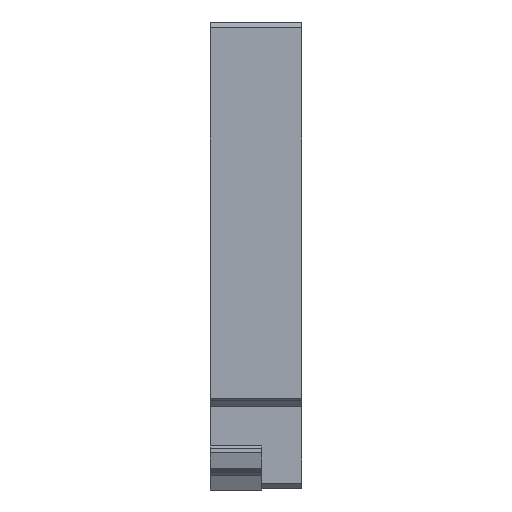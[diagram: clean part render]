
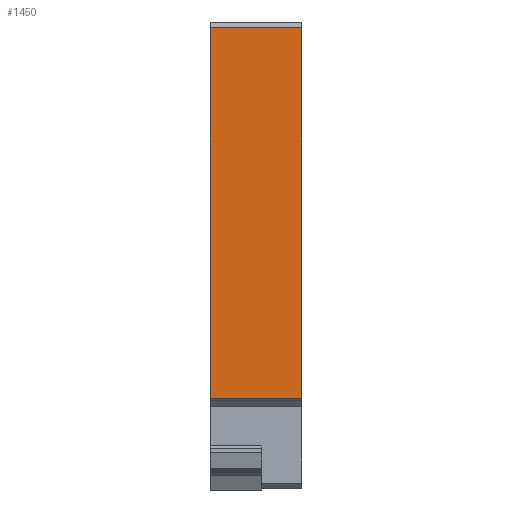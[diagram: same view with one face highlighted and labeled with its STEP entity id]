
A CAD part, front view. The second image highlights one B-rep face of the part: STEP entity #1450.
In plain terms, the highlighted planar face has unit normal (0, -1, 0).
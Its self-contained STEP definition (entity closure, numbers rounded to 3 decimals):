
#1394=CARTESIAN_POINT('',(0.0,-21.5,34.729));
#1395=VERTEX_POINT('',#1394);
#1402=CARTESIAN_POINT('',(8.,-21.5,34.729));
#1403=VERTEX_POINT('',#1402);
#1404=CARTESIAN_POINT('',(8.,-21.5,34.729));
#1405=DIRECTION('',(-1.0,0.0,0.0));
#1406=VECTOR('',#1405,8.);
#1407=LINE('',#1404,#1406);
#1408=EDGE_CURVE('',#1403,#1395,#1407,.T.);
#1420=CARTESIAN_POINT('',(8.,-21.5,34.729));
#1421=DIRECTION('',(0.0,-1.0,0.0));
#1422=DIRECTION('',(1.0,0.0,0.0));
#1423=AXIS2_PLACEMENT_3D('',#1420,#1421,#1422);
#1424=PLANE('',#1423);
#1425=CARTESIAN_POINT('',(0.0,-21.5,2.23));
#1426=VERTEX_POINT('',#1425);
#1427=CARTESIAN_POINT('',(0.,-21.5,34.729));
#1428=DIRECTION('',(0.0,0.0,-1.0));
#1429=VECTOR('',#1428,32.5);
#1430=LINE('',#1427,#1429);
#1431=EDGE_CURVE('',#1395,#1426,#1430,.T.);
#1432=ORIENTED_EDGE('',*,*,#1431,.T.);
#1433=CARTESIAN_POINT('',(8.,-21.5,2.23));
#1434=VERTEX_POINT('',#1433);
#1435=CARTESIAN_POINT('',(8.,-21.5,2.23));
#1436=DIRECTION('',(-1.0,0.0,0.0));
#1437=VECTOR('',#1436,8.);
#1438=LINE('',#1435,#1437);
#1439=EDGE_CURVE('',#1434,#1426,#1438,.T.);
#1440=ORIENTED_EDGE('',*,*,#1439,.F.);
#1441=CARTESIAN_POINT('',(8.,-21.5,2.23));
#1442=DIRECTION('',(0.0,0.0,1.0));
#1443=VECTOR('',#1442,32.5);
#1444=LINE('',#1441,#1443);
#1445=EDGE_CURVE('',#1434,#1403,#1444,.T.);
#1446=ORIENTED_EDGE('',*,*,#1445,.T.);
#1447=ORIENTED_EDGE('',*,*,#1408,.T.);
#1448=EDGE_LOOP('',(#1432,#1440,#1446,#1447));
#1449=FACE_OUTER_BOUND('',#1448,.T.);
#1450=ADVANCED_FACE('',(#1449),#1424,.T.);
